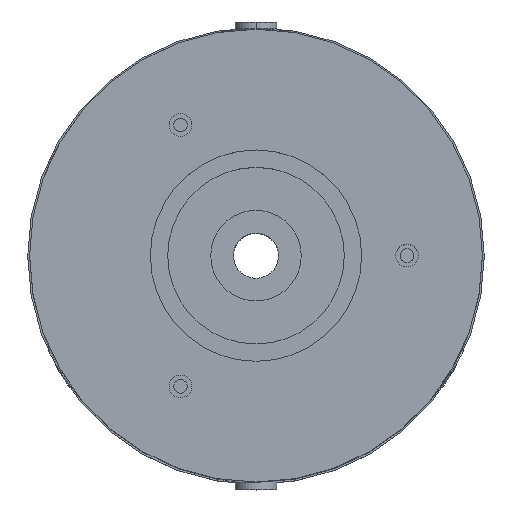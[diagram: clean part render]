
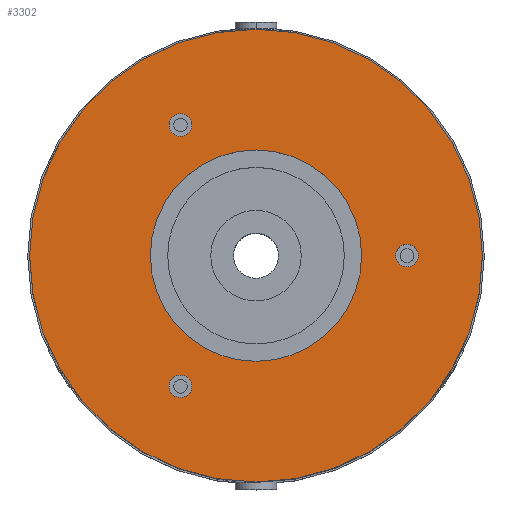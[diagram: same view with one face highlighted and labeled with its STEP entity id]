
A CAD part, top view. The second image highlights one B-rep face of the part: STEP entity #3302.
In plain terms, the highlighted planar face has unit normal (0, 0, 1).
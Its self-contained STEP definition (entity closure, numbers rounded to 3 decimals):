
#1017 = CARTESIAN_POINT ( 'NONE',  ( 20., 0., 24.9 ) ) ;
#1044 = CARTESIAN_POINT ( 'NONE',  ( -14., 0., 24.9 ) ) ;
#1134 = CARTESIAN_POINT ( 'NONE',  ( 21.5, 0., 24.9 ) ) ;
#1238 = CARTESIAN_POINT ( 'NONE',  ( 18.5, 0., 24.9 ) ) ;
#1250 = DIRECTION ( 'NONE',  ( 1., 0., 0. ) ) ;
#1251 = DIRECTION ( 'NONE',  ( 0., 0., 1. ) ) ;
#1252 = AXIS2_PLACEMENT_3D ( 'NONE', #1017, #1251, #1250 ) ;
#1253 = CIRCLE ( 'NONE', #1252, 1.5 ) ;
#1284 = CARTESIAN_POINT ( 'NONE',  ( -11.5, -17.321, 24.9 ) ) ;
#1327 = DIRECTION ( 'NONE',  ( -0.5, -0.866, 0. ) ) ;
#1328 = DIRECTION ( 'NONE',  ( 0., 0., 1. ) ) ;
#1329 = CARTESIAN_POINT ( 'NONE',  ( -10., -17.321, 24.9 ) ) ;
#1330 = AXIS2_PLACEMENT_3D ( 'NONE', #1329, #1328, #1327 ) ;
#1331 = CIRCLE ( 'NONE', #1330, 1.5 ) ;
#1395 = DIRECTION ( 'NONE',  ( -1., 0., 0. ) ) ;
#1396 = DIRECTION ( 'NONE',  ( 0., 0., -1. ) ) ;
#1397 = AXIS2_PLACEMENT_3D ( 'NONE', #1400, #1396, #1395 ) ;
#1398 = CIRCLE ( 'NONE', #1397, 14. ) ;
#1400 = CARTESIAN_POINT ( 'NONE',  ( 0., 0., 24.9 ) ) ;
#1406 = CARTESIAN_POINT ( 'NONE',  ( -8.5, 17.321, 24.9 ) ) ;
#1432 = CARTESIAN_POINT ( 'NONE',  ( 14., 0., 24.9 ) ) ;
#1478 = CARTESIAN_POINT ( 'NONE',  ( -8.5, -17.321, 24.9 ) ) ;
#1483 = CARTESIAN_POINT ( 'NONE',  ( -11.5, 17.321, 24.9 ) ) ;
#1484 = DIRECTION ( 'NONE',  ( -0.5, 0.866, 0. ) ) ;
#1485 = DIRECTION ( 'NONE',  ( 0., 0., 1. ) ) ;
#1486 = CARTESIAN_POINT ( 'NONE',  ( -10., 17.321, 24.9 ) ) ;
#1487 = AXIS2_PLACEMENT_3D ( 'NONE', #1486, #1485, #1484 ) ;
#1488 = CIRCLE ( 'NONE', #1487, 1.5 ) ;
#1507 = DIRECTION ( 'NONE',  ( 0., 0., 1. ) ) ;
#1508 = AXIS2_PLACEMENT_3D ( 'NONE', #1540, #1507, #1552 ) ;
#1509 = CIRCLE ( 'NONE', #1508, 1.5 ) ;
#1511 = FACE_BOUND ( 'NONE', #3309, .T. ) ;
#1512 = PLANE ( 'NONE',  #1544 ) ;
#1513 = FACE_BOUND ( 'NONE', #3316, .T. ) ;
#1531 = DIRECTION ( 'NONE',  ( -0.5, -0.866, 0. ) ) ;
#1532 = DIRECTION ( 'NONE',  ( 0., 0., 1. ) ) ;
#1533 = AXIS2_PLACEMENT_3D ( 'NONE', #1601, #1532, #1531 ) ;
#1534 = CIRCLE ( 'NONE', #1533, 1.5 ) ;
#1535 = DIRECTION ( 'NONE',  ( -0.5, 0.866, 0. ) ) ;
#1536 = DIRECTION ( 'NONE',  ( 0., 0., 1. ) ) ;
#1537 = CARTESIAN_POINT ( 'NONE',  ( -10., 17.321, 24.9 ) ) ;
#1538 = AXIS2_PLACEMENT_3D ( 'NONE', #1537, #1536, #1535 ) ;
#1539 = CIRCLE ( 'NONE', #1538, 1.5 ) ;
#1540 = CARTESIAN_POINT ( 'NONE',  ( 20., 0., 24.9 ) ) ;
#1543 = CARTESIAN_POINT ( 'NONE',  ( 0., 0., 24.9 ) ) ;
#1544 = AXIS2_PLACEMENT_3D ( 'NONE', #1543, #1555, #1554 ) ;
#1550 = AXIS2_PLACEMENT_3D ( 'NONE', #1647, #1646, #1645 ) ;
#1551 = CIRCLE ( 'NONE', #1550, 14. ) ;
#1552 = DIRECTION ( 'NONE',  ( 1., 0., 0. ) ) ;
#1554 = DIRECTION ( 'NONE',  ( -1., 0., 0. ) ) ;
#1555 = DIRECTION ( 'NONE',  ( 0., 0., -1. ) ) ;
#1562 = FACE_OUTER_BOUND ( 'NONE', #3313, .T. ) ;
#1563 = FACE_BOUND ( 'NONE', #3301, .T. ) ;
#1571 = FACE_BOUND ( 'NONE', #3306, .T. ) ;
#1601 = CARTESIAN_POINT ( 'NONE',  ( -10., -17.321, 24.9 ) ) ;
#1645 = DIRECTION ( 'NONE',  ( -1., 0., 0. ) ) ;
#1646 = DIRECTION ( 'NONE',  ( 0., 0., -1. ) ) ;
#1647 = CARTESIAN_POINT ( 'NONE',  ( 0., 0., 24.9 ) ) ;
#1989 = DIRECTION ( 'NONE',  ( -1., 0., 0. ) ) ;
#1990 = DIRECTION ( 'NONE',  ( 0., 0., -1. ) ) ;
#1991 = CARTESIAN_POINT ( 'NONE',  ( 0., 0., 24.9 ) ) ;
#1992 = AXIS2_PLACEMENT_3D ( 'NONE', #1991, #1990, #1989 ) ;
#1993 = CIRCLE ( 'NONE', #1992, 30. ) ;
#2076 = EDGE_CURVE ( 'NONE', #2089, #2118, #3580, .T. ) ;
#2089 = VERTEX_POINT ( 'NONE', #3591 ) ;
#2118 = VERTEX_POINT ( 'NONE', #3527 ) ;
#2537 = EDGE_CURVE ( 'NONE', #2118, #2089, #1993, .T. ) ;
#3082 = VERTEX_POINT ( 'NONE', #1044 ) ;
#3102 = EDGE_CURVE ( 'NONE', #3107, #3113, #1253, .T. ) ;
#3107 = VERTEX_POINT ( 'NONE', #1238 ) ;
#3113 = VERTEX_POINT ( 'NONE', #1134 ) ;
#3163 = VERTEX_POINT ( 'NONE', #1284 ) ;
#3165 = EDGE_CURVE ( 'NONE', #3167, #3211, #1488, .T. ) ;
#3167 = VERTEX_POINT ( 'NONE', #1483 ) ;
#3170 = VERTEX_POINT ( 'NONE', #1478 ) ;
#3185 = EDGE_CURVE ( 'NONE', #3163, #3170, #1331, .T. ) ;
#3198 = VERTEX_POINT ( 'NONE', #1432 ) ;
#3211 = VERTEX_POINT ( 'NONE', #1406 ) ;
#3270 = EDGE_CURVE ( 'NONE', #3198, #3082, #1398, .T. ) ;
#3301 = EDGE_LOOP ( 'NONE', ( #3304, #3312 ) ) ;
#3302 = ADVANCED_FACE ( 'NONE', ( #1571, #1511, #1563, #1562, #1513 ), #1512, .F. ) ;
#3304 = ORIENTED_EDGE ( 'NONE', *, *, #3311, .F. ) ;
#3306 = EDGE_LOOP ( 'NONE', ( #3356, #3308 ) ) ;
#3307 = EDGE_CURVE ( 'NONE', #3211, #3167, #1539, .T. ) ;
#3308 = ORIENTED_EDGE ( 'NONE', *, *, #3165, .F. ) ;
#3309 = EDGE_LOOP ( 'NONE', ( #3362, #3364 ) ) ;
#3311 = EDGE_CURVE ( 'NONE', #3113, #3107, #1509, .T. ) ;
#3312 = ORIENTED_EDGE ( 'NONE', *, *, #3102, .F. ) ;
#3313 = EDGE_LOOP ( 'NONE', ( #3314, #3315 ) ) ;
#3314 = ORIENTED_EDGE ( 'NONE', *, *, #2076, .F. ) ;
#3315 = ORIENTED_EDGE ( 'NONE', *, *, #2537, .F. ) ;
#3316 = EDGE_LOOP ( 'NONE', ( #3317, #3318 ) ) ;
#3317 = ORIENTED_EDGE ( 'NONE', *, *, #3270, .T. ) ;
#3318 = ORIENTED_EDGE ( 'NONE', *, *, #3319, .T. ) ;
#3319 = EDGE_CURVE ( 'NONE', #3082, #3198, #1551, .T. ) ;
#3356 = ORIENTED_EDGE ( 'NONE', *, *, #3307, .F. ) ;
#3362 = ORIENTED_EDGE ( 'NONE', *, *, #3363, .F. ) ;
#3363 = EDGE_CURVE ( 'NONE', #3170, #3163, #1534, .T. ) ;
#3364 = ORIENTED_EDGE ( 'NONE', *, *, #3185, .F. ) ;
#3527 = CARTESIAN_POINT ( 'NONE',  ( 30., 0., 24.9 ) ) ;
#3551 = DIRECTION ( 'NONE',  ( 0., 0., -1. ) ) ;
#3563 = CARTESIAN_POINT ( 'NONE',  ( 0., 0., 24.9 ) ) ;
#3575 = AXIS2_PLACEMENT_3D ( 'NONE', #3563, #3551, #3656 ) ;
#3580 = CIRCLE ( 'NONE', #3575, 30. ) ;
#3591 = CARTESIAN_POINT ( 'NONE',  ( -30., 0., 24.9 ) ) ;
#3656 = DIRECTION ( 'NONE',  ( -1., 0., 0. ) ) ;
